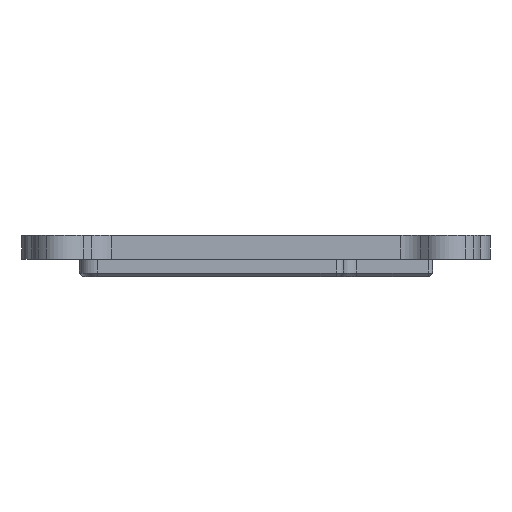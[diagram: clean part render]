
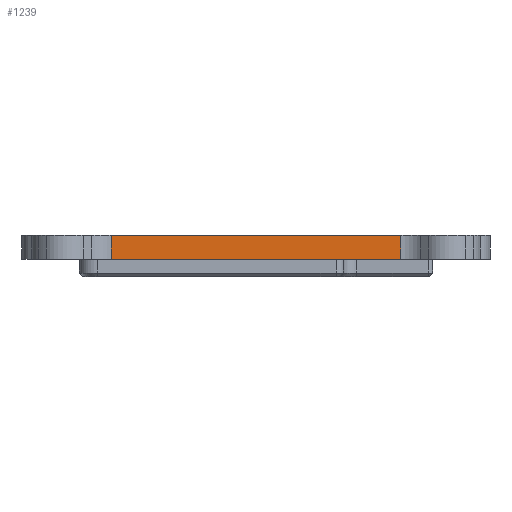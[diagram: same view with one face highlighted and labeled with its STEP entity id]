
A CAD part, front view. The second image highlights one B-rep face of the part: STEP entity #1239.
In plain terms, the highlighted planar face has unit normal (0, -1, 0).
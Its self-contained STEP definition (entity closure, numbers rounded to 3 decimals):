
#137 = EDGE_CURVE ( 'NONE', #2540, #2990, #1629, .T. ) ;
#170 = CARTESIAN_POINT ( 'NONE',  ( 21.179, -47.5, 3.5 ) ) ;
#310 = ORIENTED_EDGE ( 'NONE', *, *, #1721, .T. ) ;
#388 = ORIENTED_EDGE ( 'NONE', *, *, #4730, .T. ) ;
#418 = VERTEX_POINT ( 'NONE', #1809 ) ;
#519 = CARTESIAN_POINT ( 'NONE',  ( -21.179, -47.5, 3.5 ) ) ;
#966 = VECTOR ( 'NONE', #1967, 1000. ) ;
#1239 = ADVANCED_FACE ( 'NONE', ( #3584 ), #1701, .T. ) ;
#1244 = CARTESIAN_POINT ( 'NONE',  ( -21.179, -47.5, 0. ) ) ;
#1489 = VECTOR ( 'NONE', #2377, 1000. ) ;
#1519 = VECTOR ( 'NONE', #4289, 1000. ) ;
#1629 = LINE ( 'NONE', #3109, #966 ) ;
#1701 = PLANE ( 'NONE',  #3435 ) ;
#1721 = EDGE_CURVE ( 'NONE', #2540, #418, #3461, .T. ) ;
#1809 = CARTESIAN_POINT ( 'NONE',  ( -21.179, -47.5, 3.5 ) ) ;
#1967 = DIRECTION ( 'NONE',  ( 0., 0., -1. ) ) ;
#2083 = CARTESIAN_POINT ( 'NONE',  ( 21.179, -47.5, 3.5 ) ) ;
#2086 = DIRECTION ( 'NONE',  ( 0., 0., -1. ) ) ;
#2113 = CARTESIAN_POINT ( 'NONE',  ( 21.179, -47.5, 0. ) ) ;
#2374 = DIRECTION ( 'NONE',  ( 0., 0., -1. ) ) ;
#2377 = DIRECTION ( 'NONE',  ( -1., 0., 0. ) ) ;
#2420 = VERTEX_POINT ( 'NONE', #1244 ) ;
#2540 = VERTEX_POINT ( 'NONE', #170 ) ;
#2709 = ORIENTED_EDGE ( 'NONE', *, *, #137, .F. ) ;
#2812 = CARTESIAN_POINT ( 'NONE',  ( 21.179, -47.5, 3.5 ) ) ;
#2990 = VERTEX_POINT ( 'NONE', #2113 ) ;
#3109 = CARTESIAN_POINT ( 'NONE',  ( 21.179, -47.5, 3.5 ) ) ;
#3305 = VECTOR ( 'NONE', #2374, 1000. ) ;
#3435 = AXIS2_PLACEMENT_3D ( 'NONE', #2812, #4287, #2086 ) ;
#3461 = LINE ( 'NONE', #2083, #1489 ) ;
#3584 = FACE_OUTER_BOUND ( 'NONE', #4636, .T. ) ;
#3586 = LINE ( 'NONE', #3950, #1519 ) ;
#3751 = LINE ( 'NONE', #519, #3305 ) ;
#3869 = ORIENTED_EDGE ( 'NONE', *, *, #4428, .F. ) ;
#3950 = CARTESIAN_POINT ( 'NONE',  ( 21.179, -47.5, 0. ) ) ;
#4287 = DIRECTION ( 'NONE',  ( 0., -1., 0. ) ) ;
#4289 = DIRECTION ( 'NONE',  ( -1., 0., 0. ) ) ;
#4428 = EDGE_CURVE ( 'NONE', #2990, #2420, #3586, .T. ) ;
#4636 = EDGE_LOOP ( 'NONE', ( #3869, #2709, #310, #388 ) ) ;
#4730 = EDGE_CURVE ( 'NONE', #418, #2420, #3751, .T. ) ;
